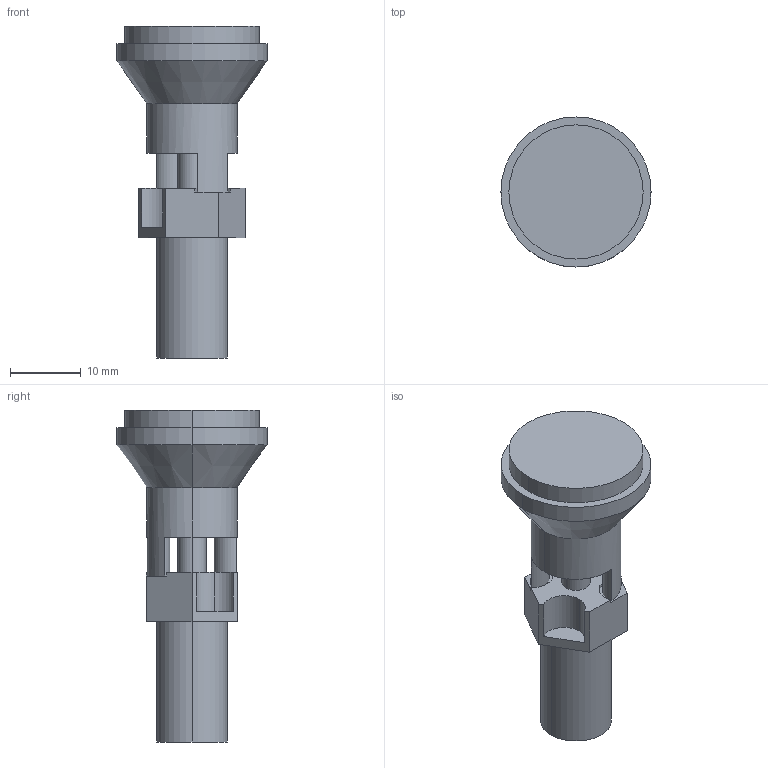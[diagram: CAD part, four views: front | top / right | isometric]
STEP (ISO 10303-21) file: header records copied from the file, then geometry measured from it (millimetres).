
FILE_DESCRIPTION (( 'STEP AP203' ), '1' );
FILE_NAME ('10091002.STEP', '2017-01-04T10:44:04', ( '' ), ( '' ), 'SwSTEP 2.0', 'SolidWorks 2015', '' );
FILE_SCHEMA (( 'CONFIG_CONTROL_DESIGN' ));
Length unit declared in the file: millimetre
Products named in the file (1): 10091002
Bounding box: 21.25 x 21.25 x 47 mm (x, y, z)
Volume: 6204.3 mm3; surface area: 2931 mm2
Topology: 1 solids, 1 shells, 45 faces, 111 edges, 72 vertices
Faces by surface type: cylinder 23, plane 18, cone 4
Entity records: 1434 total; most frequent: DIRECTION 255, CARTESIAN_POINT 229, ORIENTED_EDGE 222, EDGE_CURVE 111, AXIS2_PLACEMENT_3D 98, VERTEX_POINT 72, LINE 59, VECTOR 59
